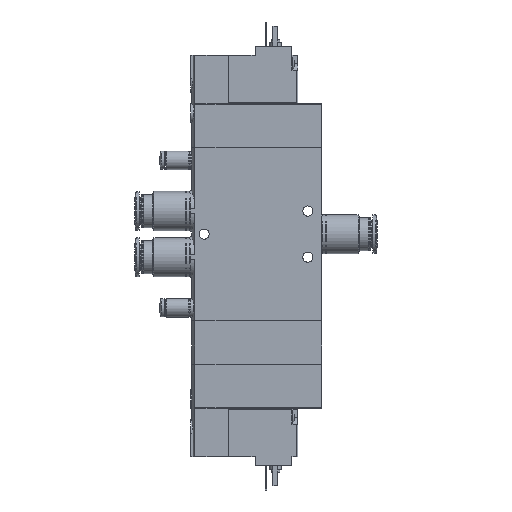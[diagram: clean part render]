
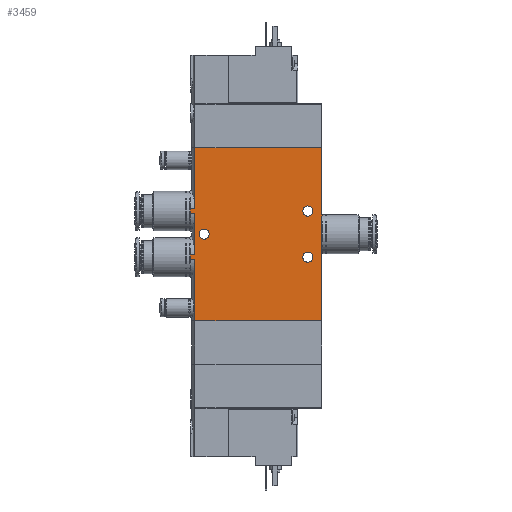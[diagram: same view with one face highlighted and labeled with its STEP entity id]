
A CAD part, left-side view. The second image highlights one B-rep face of the part: STEP entity #3459.
In plain terms, the highlighted face is planar.
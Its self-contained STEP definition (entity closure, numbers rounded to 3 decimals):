
#113=PLANE('',#4323);
#296=CIRCLE('',#4311,2.2);
#298=CIRCLE('',#4314,2.2);
#303=CIRCLE('',#4324,2.2);
#520=ORIENTED_EDGE('',*,*,#1413,.T.);
#521=ORIENTED_EDGE('',*,*,#1438,.T.);
#522=ORIENTED_EDGE('',*,*,#1429,.F.);
#523=ORIENTED_EDGE('',*,*,#1402,.T.);
#524=ORIENTED_EDGE('',*,*,#1415,.T.);
#525=ORIENTED_EDGE('',*,*,#1404,.T.);
#526=ORIENTED_EDGE('',*,*,#1433,.F.);
#527=ORIENTED_EDGE('',*,*,#1394,.T.);
#528=ORIENTED_EDGE('',*,*,#1418,.T.);
#529=ORIENTED_EDGE('',*,*,#1396,.T.);
#530=ORIENTED_EDGE('',*,*,#1425,.F.);
#531=ORIENTED_EDGE('',*,*,#1439,.F.);
#532=ORIENTED_EDGE('',*,*,#1423,.F.);
#533=ORIENTED_EDGE('',*,*,#1421,.F.);
#534=ORIENTED_EDGE('',*,*,#1440,.F.);
#1394=EDGE_CURVE('',#1864,#1863,#2202,.F.);
#1396=EDGE_CURVE('',#1865,#1866,#2203,.T.);
#1402=EDGE_CURVE('',#1872,#1871,#2206,.F.);
#1404=EDGE_CURVE('',#1873,#1874,#2207,.T.);
#1413=EDGE_CURVE('',#1883,#1882,#2211,.T.);
#1415=EDGE_CURVE('',#1871,#1873,#2213,.T.);
#1418=EDGE_CURVE('',#1863,#1865,#2215,.T.);
#1421=EDGE_CURVE('',#1886,#1886,#296,.F.);
#1423=EDGE_CURVE('',#1888,#1888,#298,.F.);
#1425=EDGE_CURVE('',#1890,#1866,#2217,.T.);
#1429=EDGE_CURVE('',#1872,#1893,#2219,.T.);
#1433=EDGE_CURVE('',#1864,#1874,#2221,.T.);
#1438=EDGE_CURVE('',#1882,#1893,#2225,.T.);
#1439=EDGE_CURVE('',#1883,#1890,#2226,.T.);
#1440=EDGE_CURVE('',#1897,#1897,#303,.F.);
#1863=VERTEX_POINT('',#5784);
#1864=VERTEX_POINT('',#5786);
#1865=VERTEX_POINT('',#5799);
#1866=VERTEX_POINT('',#5800);
#1871=VERTEX_POINT('',#5821);
#1872=VERTEX_POINT('',#5823);
#1873=VERTEX_POINT('',#5836);
#1874=VERTEX_POINT('',#5837);
#1882=VERTEX_POINT('',#5863);
#1883=VERTEX_POINT('',#5865);
#1886=VERTEX_POINT('',#5879);
#1888=VERTEX_POINT('',#5884);
#1890=VERTEX_POINT('',#5889);
#1893=VERTEX_POINT('',#5908);
#1897=VERTEX_POINT('',#5936);
#2202=LINE('',#5785,#2436);
#2203=LINE('',#5798,#2437);
#2206=LINE('',#5822,#2440);
#2207=LINE('',#5835,#2441);
#2211=LINE('',#5864,#2445);
#2213=LINE('',#5868,#2447);
#2215=LINE('',#5873,#2449);
#2217=LINE('',#5888,#2451);
#2219=LINE('',#5907,#2453);
#2221=LINE('',#5925,#2455);
#2225=LINE('',#5933,#2459);
#2226=LINE('',#5934,#2460);
#2436=VECTOR('',#4717,1000.);
#2437=VECTOR('',#4720,1000.);
#2440=VECTOR('',#4729,1000.);
#2441=VECTOR('',#4732,1000.);
#2445=VECTOR('',#4746,1000.);
#2447=VECTOR('',#4750,1000.);
#2449=VECTOR('',#4756,1000.);
#2451=VECTOR('',#4774,1000.);
#2453=VECTOR('',#4780,1000.);
#2455=VECTOR('',#4786,1000.);
#2459=VECTOR('',#4796,1000.);
#2460=VECTOR('',#4797,1000.);
#2694=EDGE_LOOP('',(#520,#521,#522,#523,#524,#525,#526,#527,#528,#529,#530,
#531));
#2695=EDGE_LOOP('',(#532));
#2696=EDGE_LOOP('',(#533));
#2697=EDGE_LOOP('',(#534));
#3041=FACE_BOUND('',#2694,.T.);
#3042=FACE_BOUND('',#2695,.T.);
#3043=FACE_BOUND('',#2696,.T.);
#3044=FACE_BOUND('',#2697,.T.);
#3459=ADVANCED_FACE('',(#3041,#3042,#3043,#3044),#113,.F.);
#4311=AXIS2_PLACEMENT_3D('',#5878,#4762,#4763);
#4314=AXIS2_PLACEMENT_3D('',#5883,#4768,#4769);
#4323=AXIS2_PLACEMENT_3D('',#5932,#4794,#4795);
#4324=AXIS2_PLACEMENT_3D('',#5935,#4798,#4799);
#4717=DIRECTION('',(0.,-1.,0.));
#4720=DIRECTION('',(0.,-1.,0.));
#4729=DIRECTION('',(0.,-1.,0.));
#4732=DIRECTION('',(0.,-1.,0.));
#4746=DIRECTION('',(-1.,0.,0.));
#4750=DIRECTION('',(1.,0.,0.));
#4756=DIRECTION('',(1.,0.,0.));
#4762=DIRECTION('',(0.,0.,1.));
#4763=DIRECTION('',(1.,0.,0.));
#4768=DIRECTION('',(0.,0.,1.));
#4769=DIRECTION('',(1.,0.,0.));
#4774=DIRECTION('',(-1.,0.,0.));
#4780=DIRECTION('',(-1.,0.,0.));
#4786=DIRECTION('',(-1.,0.,0.));
#4794=DIRECTION('',(0.,0.,1.));
#4795=DIRECTION('',(1.,0.,0.));
#4796=DIRECTION('',(0.,1.,0.));
#4797=DIRECTION('',(0.,1.,0.));
#4798=DIRECTION('',(0.,0.,1.));
#4799=DIRECTION('',(1.,0.,0.));
#5784=CARTESIAN_POINT('',(46.55,57.,-9.));
#5785=CARTESIAN_POINT('',(46.55,0.,-9.));
#5786=CARTESIAN_POINT('',(46.55,55.018,-9.));
#5798=CARTESIAN_POINT('',(48.45,0.,-9.));
#5799=CARTESIAN_POINT('',(48.45,57.,-9.));
#5800=CARTESIAN_POINT('',(48.45,55.018,-9.));
#5821=CARTESIAN_POINT('',(26.55,57.,-9.));
#5822=CARTESIAN_POINT('',(26.55,0.,-9.));
#5823=CARTESIAN_POINT('',(26.55,55.018,-9.));
#5835=CARTESIAN_POINT('',(28.45,0.,-9.));
#5836=CARTESIAN_POINT('',(28.45,57.,-9.));
#5837=CARTESIAN_POINT('',(28.45,55.018,-9.));
#5863=CARTESIAN_POINT('',(0.,0.,-9.));
#5864=CARTESIAN_POINT('',(75.,0.,-9.));
#5865=CARTESIAN_POINT('',(75.,0.,-9.));
#5868=CARTESIAN_POINT('',(27.5,57.,-9.));
#5873=CARTESIAN_POINT('',(47.5,57.,-9.));
#5878=CARTESIAN_POINT('',(27.5,6.,-9.));
#5879=CARTESIAN_POINT('',(29.7,6.,-9.));
#5883=CARTESIAN_POINT('',(47.5,6.,-9.));
#5884=CARTESIAN_POINT('',(49.7,6.,-9.));
#5888=CARTESIAN_POINT('',(75.,55.018,-9.));
#5889=CARTESIAN_POINT('',(75.,55.018,-9.));
#5907=CARTESIAN_POINT('',(75.,55.018,-9.));
#5908=CARTESIAN_POINT('',(0.,55.018,-9.));
#5925=CARTESIAN_POINT('',(75.,55.018,-9.));
#5932=CARTESIAN_POINT('',(75.,0.,-9.));
#5933=CARTESIAN_POINT('',(0.,0.,-9.));
#5934=CARTESIAN_POINT('',(75.,0.,-9.));
#5935=CARTESIAN_POINT('',(37.5,51.,-9.));
#5936=CARTESIAN_POINT('',(39.7,51.,-9.));
